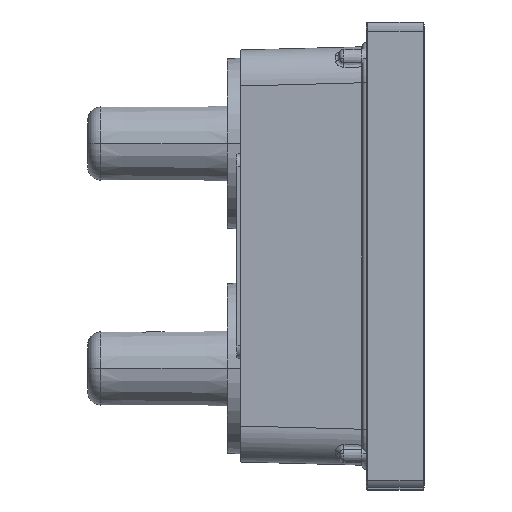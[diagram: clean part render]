
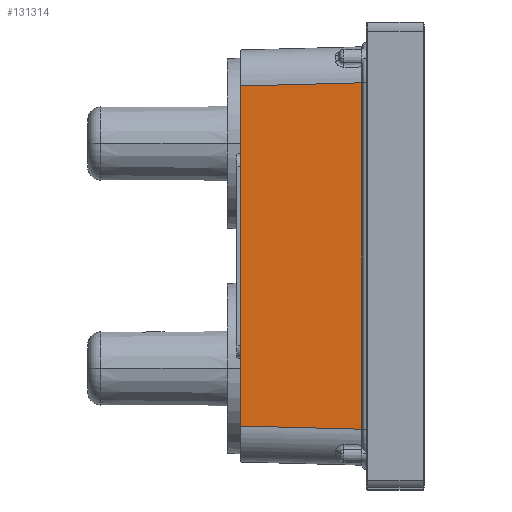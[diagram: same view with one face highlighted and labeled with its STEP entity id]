
A CAD part, left-side view. The second image highlights one B-rep face of the part: STEP entity #131314.
In plain terms, the highlighted face is planar.
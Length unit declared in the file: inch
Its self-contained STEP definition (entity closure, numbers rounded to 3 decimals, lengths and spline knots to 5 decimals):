
#8965 = DIRECTION ( 'NONE',  ( 0., -1., 0.026 ) ) ;
#9336 = DIRECTION ( 'NONE',  ( -0.026, -0.999, 0.026 ) ) ;
#10420 = CARTESIAN_POINT ( 'NONE',  ( 0.1, 0., 0.35396 ) ) ;
#15926 = EDGE_LOOP ( 'NONE', ( #73158, #94603, #21510, #57099, #72477, #131499 ) ) ;
#16213 = VECTOR ( 'NONE', #39623, 39.37008 ) ;
#17652 = EDGE_CURVE ( 'NONE', #80555, #153057, #70257, .T. ) ;
#17865 = CARTESIAN_POINT ( 'NONE',  ( 0., 0., 0.35396 ) ) ;
#20166 = CARTESIAN_POINT ( 'NONE',  ( -0.19238, -0.12997, 0.35737 ) ) ;
#21510 = ORIENTED_EDGE ( 'NONE', *, *, #56628, .T. ) ;
#32322 = LINE ( 'NONE', #112390, #91552 ) ;
#35075 = AXIS2_PLACEMENT_3D ( 'NONE', #44126, #79774, #8965 ) ;
#36478 = VERTEX_POINT ( 'NONE', #10420 ) ;
#39623 = DIRECTION ( 'NONE',  ( 1., 0., 0. ) ) ;
#44126 = CARTESIAN_POINT ( 'NONE',  ( 0., -0.135, 0.3575 ) ) ;
#44472 = DIRECTION ( 'NONE',  ( 1., 0., 0. ) ) ;
#47750 = FACE_OUTER_BOUND ( 'NONE', #15926, .T. ) ;
#56628 = EDGE_CURVE ( 'NONE', #119454, #80555, #75342, .T. ) ;
#56756 = DIRECTION ( 'NONE',  ( -0.026, 0.999, -0.026 ) ) ;
#57099 = ORIENTED_EDGE ( 'NONE', *, *, #17652, .T. ) ;
#65445 = DIRECTION ( 'NONE',  ( -1., 0., 0. ) ) ;
#70257 = LINE ( 'NONE', #139221, #101671 ) ;
#72320 = EDGE_CURVE ( 'NONE', #121852, #94271, #123346, .T. ) ;
#72477 = ORIENTED_EDGE ( 'NONE', *, *, #74900, .F. ) ;
#73158 = ORIENTED_EDGE ( 'NONE', *, *, #72320, .F. ) ;
#74900 = EDGE_CURVE ( 'NONE', #36478, #153057, #142111, .T. ) ;
#75342 = LINE ( 'NONE', #79094, #106756 ) ;
#75626 = VECTOR ( 'NONE', #124236, 39.37008 ) ;
#79003 = CARTESIAN_POINT ( 'NONE',  ( -0.18898, 0., 0.35396 ) ) ;
#79094 = CARTESIAN_POINT ( 'NONE',  ( 0., -0.135, 0.3575 ) ) ;
#79774 = DIRECTION ( 'NONE',  ( 0., 0.026, 1. ) ) ;
#80555 = VERTEX_POINT ( 'NONE', #96746 ) ;
#80858 = CARTESIAN_POINT ( 'NONE',  ( -0.1, 0., 0.35396 ) ) ;
#81804 = EDGE_CURVE ( 'NONE', #36478, #94271, #32322, .T. ) ;
#82349 = CARTESIAN_POINT ( 'NONE',  ( -0.19251, -0.135, 0.3575 ) ) ;
#87401 = VECTOR ( 'NONE', #9336, 39.37008 ) ;
#91552 = VECTOR ( 'NONE', #65445, 39.37008 ) ;
#94271 = VERTEX_POINT ( 'NONE', #80858 ) ;
#94603 = ORIENTED_EDGE ( 'NONE', *, *, #124140, .T. ) ;
#96746 = CARTESIAN_POINT ( 'NONE',  ( 0.19251, -0.135, 0.3575 ) ) ;
#101671 = VECTOR ( 'NONE', #56756, 39.37008 ) ;
#106756 = VECTOR ( 'NONE', #44472, 39.37008 ) ;
#109116 = CARTESIAN_POINT ( 'NONE',  ( 0.18898, 0., 0.35396 ) ) ;
#110410 = CARTESIAN_POINT ( 'NONE',  ( 0., 0., 0.35396 ) ) ;
#112390 = CARTESIAN_POINT ( 'NONE',  ( 0., 0., 0.35396 ) ) ;
#118731 = LINE ( 'NONE', #20166, #87401 ) ;
#119454 = VERTEX_POINT ( 'NONE', #82349 ) ;
#121852 = VERTEX_POINT ( 'NONE', #79003 ) ;
#123346 = LINE ( 'NONE', #110410, #16213 ) ;
#124140 = EDGE_CURVE ( 'NONE', #121852, #119454, #118731, .T. ) ;
#124236 = DIRECTION ( 'NONE',  ( 1., 0., 0. ) ) ;
#131314 = ADVANCED_FACE ( 'NONE', ( #47750 ), #150466, .T. ) ;
#131499 = ORIENTED_EDGE ( 'NONE', *, *, #81804, .T. ) ;
#139221 = CARTESIAN_POINT ( 'NONE',  ( 0.18901, -0.00105, 0.35399 ) ) ;
#142111 = LINE ( 'NONE', #17865, #75626 ) ;
#150466 = PLANE ( 'NONE',  #35075 ) ;
#153057 = VERTEX_POINT ( 'NONE', #109116 ) ;
